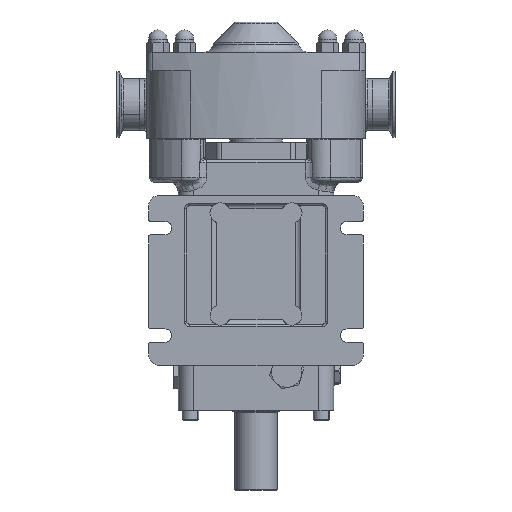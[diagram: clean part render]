
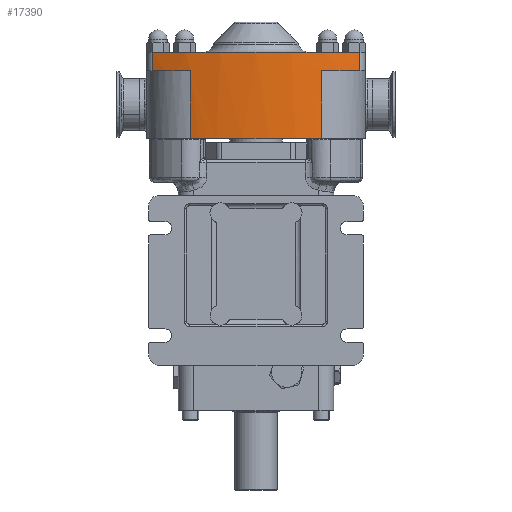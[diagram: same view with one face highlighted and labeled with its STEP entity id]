
A CAD part, front view. The second image highlights one B-rep face of the part: STEP entity #17390.
In plain terms, the highlighted cylindrical face has radius 231 mm (diameter 462 mm), a partial arc.
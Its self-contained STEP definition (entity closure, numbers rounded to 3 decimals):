
#15 = CYLINDRICAL_SURFACE ( 'NONE', #20967, 231. ) ;
#113 = EDGE_LOOP ( 'NONE', ( #1943, #14891, #15315, #27062, #6885, #28806, #15479, #23144, #28231, #13520, #20059, #6025 ) ) ;
#875 = EDGE_CURVE ( 'NONE', #28115, #6309, #2331, .T. ) ;
#913 = VERTEX_POINT ( 'NONE', #21763 ) ;
#1276 = CARTESIAN_POINT ( 'NONE',  ( 64.465, -140.823, -151.253 ) ) ;
#1712 = DIRECTION ( 'NONE',  ( -1., 0., 0. ) ) ;
#1882 = VERTEX_POINT ( 'NONE', #12086 ) ;
#1888 = AXIS2_PLACEMENT_3D ( 'NONE', #5916, #7574, #16923 ) ;
#1931 = CARTESIAN_POINT ( 'NONE',  ( -64.465, -140.823, -33. ) ) ;
#1943 = ORIENTED_EDGE ( 'NONE', *, *, #29320, .T. ) ;
#2014 = EDGE_CURVE ( 'NONE', #27773, #10631, #5750, .T. ) ;
#2311 = LINE ( 'NONE', #20708, #2528 ) ;
#2331 = CIRCLE ( 'NONE', #8084, 231. ) ;
#2528 = VECTOR ( 'NONE', #23149, 1000. ) ;
#2797 = VERTEX_POINT ( 'NONE', #20256 ) ;
#2816 = CARTESIAN_POINT ( 'NONE',  ( 101.389, -126.56, 33. ) ) ;
#2902 = DIRECTION ( 'NONE',  ( 0., 0., -1. ) ) ;
#2958 = CARTESIAN_POINT ( 'NONE',  ( 101.389, -126.56, 51. ) ) ;
#3503 = DIRECTION ( 'NONE',  ( 0., 0., -1. ) ) ;
#3821 = CARTESIAN_POINT ( 'NONE',  ( 101.389, -126.56, 30. ) ) ;
#4111 = CIRCLE ( 'NONE', #12776, 231. ) ;
#4587 = VECTOR ( 'NONE', #15766, 1000. ) ;
#4984 = FACE_OUTER_BOUND ( 'NONE', #113, .T. ) ;
#5100 = DIRECTION ( 'NONE',  ( 1., 0., 0. ) ) ;
#5148 = CARTESIAN_POINT ( 'NONE',  ( 0., 81., -33. ) ) ;
#5573 = CIRCLE ( 'NONE', #11273, 231. ) ;
#5691 = EDGE_CURVE ( 'NONE', #29159, #28115, #13140, .T. ) ;
#5750 = LINE ( 'NONE', #14945, #12013 ) ;
#5829 = CARTESIAN_POINT ( 'NONE',  ( -38.841, -146.711, -33.5 ) ) ;
#5913 = CARTESIAN_POINT ( 'NONE',  ( -64.465, -140.823, -151.253 ) ) ;
#5916 = CARTESIAN_POINT ( 'NONE',  ( 0., 81., 33. ) ) ;
#6025 = ORIENTED_EDGE ( 'NONE', *, *, #20773, .F. ) ;
#6309 = VERTEX_POINT ( 'NONE', #23019 ) ;
#6852 = AXIS2_PLACEMENT_3D ( 'NONE', #13426, #29495, #8766 ) ;
#6885 = ORIENTED_EDGE ( 'NONE', *, *, #12710, .T. ) ;
#6935 = CARTESIAN_POINT ( 'NONE',  ( 0., 81., -151.253 ) ) ;
#7574 = DIRECTION ( 'NONE',  ( 0., 0., 1. ) ) ;
#7679 = DIRECTION ( 'NONE',  ( 0., 0., 1. ) ) ;
#8084 = AXIS2_PLACEMENT_3D ( 'NONE', #17048, #2902, #21617 ) ;
#8607 = EDGE_CURVE ( 'NONE', #21173, #913, #14877, .T. ) ;
#8766 = DIRECTION ( 'NONE',  ( 1., 0., 0. ) ) ;
#9109 = EDGE_CURVE ( 'NONE', #21173, #6309, #27317, .T. ) ;
#9720 = EDGE_CURVE ( 'NONE', #15721, #29159, #5573, .T. ) ;
#9931 = CARTESIAN_POINT ( 'NONE',  ( 64.465, -140.823, 33. ) ) ;
#10631 = VERTEX_POINT ( 'NONE', #5829 ) ;
#11273 = AXIS2_PLACEMENT_3D ( 'NONE', #22393, #29211, #1712 ) ;
#12013 = VECTOR ( 'NONE', #3503, 1000. ) ;
#12086 = CARTESIAN_POINT ( 'NONE',  ( 64.465, -140.823, -33. ) ) ;
#12710 = EDGE_CURVE ( 'NONE', #2797, #1882, #4111, .T. ) ;
#12776 = AXIS2_PLACEMENT_3D ( 'NONE', #5148, #7679, #27978 ) ;
#12785 = CIRCLE ( 'NONE', #29702, 231. ) ;
#13140 = LINE ( 'NONE', #3821, #16054 ) ;
#13426 = CARTESIAN_POINT ( 'NONE',  ( 0., 81., -33.5 ) ) ;
#13520 = ORIENTED_EDGE ( 'NONE', *, *, #9109, .F. ) ;
#13706 = EDGE_CURVE ( 'NONE', #27792, #2797, #2311, .T. ) ;
#14877 = CIRCLE ( 'NONE', #1888, 231. ) ;
#14891 = ORIENTED_EDGE ( 'NONE', *, *, #2014, .T. ) ;
#14945 = CARTESIAN_POINT ( 'NONE',  ( -38.841, -146.711, -151.253 ) ) ;
#15035 = CARTESIAN_POINT ( 'NONE',  ( 38.841, -146.711, -33.5 ) ) ;
#15315 = ORIENTED_EDGE ( 'NONE', *, *, #26346, .F. ) ;
#15479 = ORIENTED_EDGE ( 'NONE', *, *, #9720, .T. ) ;
#15721 = VERTEX_POINT ( 'NONE', #9931 ) ;
#15766 = DIRECTION ( 'NONE',  ( 0., 0., 1. ) ) ;
#16035 = EDGE_CURVE ( 'NONE', #1882, #15721, #21949, .T. ) ;
#16054 = VECTOR ( 'NONE', #24953, 1000. ) ;
#16064 = CARTESIAN_POINT ( 'NONE',  ( -101.389, -126.56, 30. ) ) ;
#16367 = CARTESIAN_POINT ( 'NONE',  ( -101.389, -126.56, 33. ) ) ;
#16592 = DIRECTION ( 'NONE',  ( 0., 0., 1. ) ) ;
#16923 = DIRECTION ( 'NONE',  ( -1., 0., 0. ) ) ;
#16943 = VECTOR ( 'NONE', #25901, 1000. ) ;
#17048 = CARTESIAN_POINT ( 'NONE',  ( 0., 81., 51. ) ) ;
#17390 = ADVANCED_FACE ( 'NONE', ( #4984 ), #15, .T. ) ;
#18820 = DIRECTION ( 'NONE',  ( 0., 0., 1. ) ) ;
#20059 = ORIENTED_EDGE ( 'NONE', *, *, #8607, .T. ) ;
#20256 = CARTESIAN_POINT ( 'NONE',  ( 38.841, -146.711, -33. ) ) ;
#20346 = CIRCLE ( 'NONE', #6852, 231. ) ;
#20708 = CARTESIAN_POINT ( 'NONE',  ( 38.841, -146.711, -151.253 ) ) ;
#20773 = EDGE_CURVE ( 'NONE', #22368, #913, #24942, .T. ) ;
#20782 = VECTOR ( 'NONE', #22227, 1000. ) ;
#20967 = AXIS2_PLACEMENT_3D ( 'NONE', #6935, #16592, #23428 ) ;
#21173 = VERTEX_POINT ( 'NONE', #16367 ) ;
#21617 = DIRECTION ( 'NONE',  ( -1., 0., 0. ) ) ;
#21763 = CARTESIAN_POINT ( 'NONE',  ( -64.465, -140.823, 33. ) ) ;
#21949 = LINE ( 'NONE', #1276, #16943 ) ;
#22227 = DIRECTION ( 'NONE',  ( 0., 0., 1. ) ) ;
#22368 = VERTEX_POINT ( 'NONE', #1931 ) ;
#22393 = CARTESIAN_POINT ( 'NONE',  ( 0., 81., 33. ) ) ;
#23019 = CARTESIAN_POINT ( 'NONE',  ( -101.389, -126.56, 51. ) ) ;
#23144 = ORIENTED_EDGE ( 'NONE', *, *, #5691, .T. ) ;
#23149 = DIRECTION ( 'NONE',  ( 0., 0., 1. ) ) ;
#23428 = DIRECTION ( 'NONE',  ( -1., 0., 0. ) ) ;
#24942 = LINE ( 'NONE', #5913, #20782 ) ;
#24953 = DIRECTION ( 'NONE',  ( 0., 0., 1. ) ) ;
#25810 = CARTESIAN_POINT ( 'NONE',  ( 0., 81., -33. ) ) ;
#25901 = DIRECTION ( 'NONE',  ( 0., 0., 1. ) ) ;
#26346 = EDGE_CURVE ( 'NONE', #27792, #10631, #20346, .T. ) ;
#26870 = CARTESIAN_POINT ( 'NONE',  ( -38.841, -146.711, -33. ) ) ;
#27062 = ORIENTED_EDGE ( 'NONE', *, *, #13706, .T. ) ;
#27317 = LINE ( 'NONE', #16064, #4587 ) ;
#27773 = VERTEX_POINT ( 'NONE', #26870 ) ;
#27792 = VERTEX_POINT ( 'NONE', #15035 ) ;
#27978 = DIRECTION ( 'NONE',  ( 1., 0., 0. ) ) ;
#28115 = VERTEX_POINT ( 'NONE', #2958 ) ;
#28231 = ORIENTED_EDGE ( 'NONE', *, *, #875, .T. ) ;
#28806 = ORIENTED_EDGE ( 'NONE', *, *, #16035, .T. ) ;
#29159 = VERTEX_POINT ( 'NONE', #2816 ) ;
#29211 = DIRECTION ( 'NONE',  ( 0., 0., 1. ) ) ;
#29320 = EDGE_CURVE ( 'NONE', #22368, #27773, #12785, .T. ) ;
#29495 = DIRECTION ( 'NONE',  ( 0., 0., -1. ) ) ;
#29702 = AXIS2_PLACEMENT_3D ( 'NONE', #25810, #18820, #5100 ) ;
